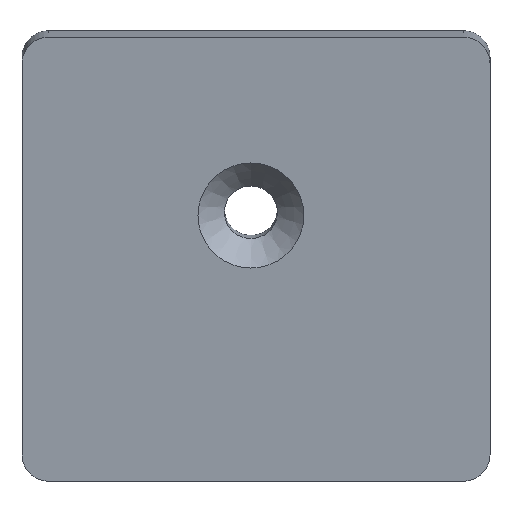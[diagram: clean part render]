
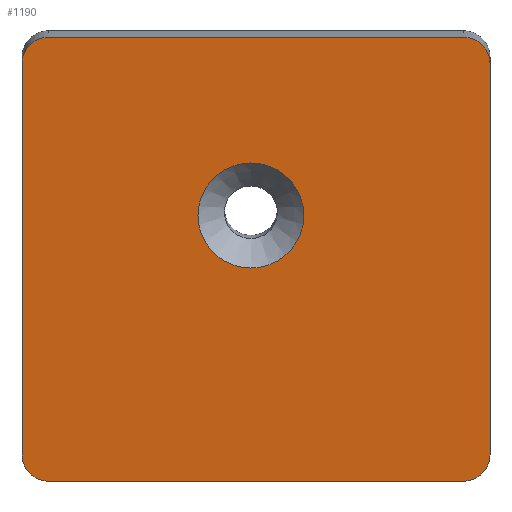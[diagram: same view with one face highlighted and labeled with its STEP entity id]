
A CAD part, front view. The second image highlights one B-rep face of the part: STEP entity #1190.
In plain terms, the highlighted planar face has unit normal (0, -0.993, -0.122).
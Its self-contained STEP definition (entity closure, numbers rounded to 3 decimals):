
#18=FACE_BOUND('',#268,.T.);
#166=PLANE('',#1268);
#199=FACE_OUTER_BOUND('',#267,.T.);
#267=EDGE_LOOP('',(#982,#983,#984,#985,#986,#987,#988,#989));
#268=EDGE_LOOP('',(#990));
#345=LINE('',#2445,#416);
#347=LINE('',#2449,#418);
#348=LINE('',#2453,#419);
#349=LINE('',#2457,#420);
#416=VECTOR('',#1366,10.);
#418=VECTOR('',#1370,10.);
#419=VECTOR('',#1373,10.);
#420=VECTOR('',#1376,10.);
#464=CIRCLE('',#1266,1.);
#465=CIRCLE('',#1269,1.);
#466=CIRCLE('',#1270,1.);
#467=CIRCLE('',#1271,1.);
#468=CIRCLE('',#1272,2.);
#585=VERTEX_POINT('',#2438);
#586=VERTEX_POINT('',#2440);
#587=VERTEX_POINT('',#2444);
#588=VERTEX_POINT('',#2448);
#589=VERTEX_POINT('',#2450);
#590=VERTEX_POINT('',#2452);
#591=VERTEX_POINT('',#2454);
#592=VERTEX_POINT('',#2456);
#593=VERTEX_POINT('',#2459);
#739=EDGE_CURVE('',#585,#586,#464,.T.);
#741=EDGE_CURVE('',#586,#587,#345,.T.);
#743=EDGE_CURVE('',#588,#585,#347,.T.);
#744=EDGE_CURVE('',#589,#588,#465,.T.);
#745=EDGE_CURVE('',#590,#589,#348,.T.);
#746=EDGE_CURVE('',#591,#590,#466,.T.);
#747=EDGE_CURVE('',#592,#591,#349,.T.);
#748=EDGE_CURVE('',#587,#592,#467,.T.);
#749=EDGE_CURVE('',#593,#593,#468,.T.);
#982=ORIENTED_EDGE('',*,*,#739,.F.);
#983=ORIENTED_EDGE('',*,*,#743,.F.);
#984=ORIENTED_EDGE('',*,*,#744,.F.);
#985=ORIENTED_EDGE('',*,*,#745,.F.);
#986=ORIENTED_EDGE('',*,*,#746,.F.);
#987=ORIENTED_EDGE('',*,*,#747,.F.);
#988=ORIENTED_EDGE('',*,*,#748,.F.);
#989=ORIENTED_EDGE('',*,*,#741,.F.);
#990=ORIENTED_EDGE('',*,*,#749,.T.);
#1190=ADVANCED_FACE('',(#199,#18),#166,.F.);
#1266=AXIS2_PLACEMENT_3D('',#2441,#1361,#1362);
#1268=AXIS2_PLACEMENT_3D('',#2447,#1368,#1369);
#1269=AXIS2_PLACEMENT_3D('',#2451,#1371,#1372);
#1270=AXIS2_PLACEMENT_3D('',#2455,#1374,#1375);
#1271=AXIS2_PLACEMENT_3D('',#2458,#1377,#1378);
#1272=AXIS2_PLACEMENT_3D('',#2460,#1379,#1380);
#1361=DIRECTION('center_axis',(0.,0.993,0.122));
#1362=DIRECTION('ref_axis',(0.707,-0.086,0.702));
#1366=DIRECTION('',(0.,0.122,-0.993));
#1368=DIRECTION('center_axis',(0.,0.993,0.122));
#1369=DIRECTION('ref_axis',(0.,-0.122,0.993));
#1370=DIRECTION('',(1.,0.,0.));
#1371=DIRECTION('center_axis',(0.,0.993,0.122));
#1372=DIRECTION('ref_axis',(-0.707,-0.086,0.702));
#1373=DIRECTION('',(0.,-0.122,0.993));
#1374=DIRECTION('center_axis',(0.,0.993,0.122));
#1375=DIRECTION('ref_axis',(-0.707,0.086,-0.702));
#1376=DIRECTION('',(-1.,0.,0.));
#1377=DIRECTION('center_axis',(0.,0.993,0.122));
#1378=DIRECTION('ref_axis',(0.707,0.086,-0.702));
#1379=DIRECTION('center_axis',(0.,0.993,0.122));
#1380=DIRECTION('ref_axis',(0.,0.122,-0.993));
#2438=CARTESIAN_POINT('',(310.943,2.781,-85.863));
#2440=CARTESIAN_POINT('',(311.943,2.903,-86.855));
#2441=CARTESIAN_POINT('Origin',(310.943,2.903,-86.855));
#2444=CARTESIAN_POINT('',(311.943,4.719,-101.644));
#2445=CARTESIAN_POINT('',(311.943,4.326,-98.443));
#2447=CARTESIAN_POINT('Origin',(303.103,3.811,-94.25));
#2448=CARTESIAN_POINT('',(295.262,2.781,-85.863));
#2449=CARTESIAN_POINT('',(307.523,2.781,-85.863));
#2450=CARTESIAN_POINT('',(294.262,2.903,-86.855));
#2451=CARTESIAN_POINT('Origin',(295.262,2.903,-86.855));
#2452=CARTESIAN_POINT('',(294.262,4.719,-101.644));
#2453=CARTESIAN_POINT('',(294.262,3.296,-90.056));
#2454=CARTESIAN_POINT('',(295.262,4.841,-102.637));
#2455=CARTESIAN_POINT('Origin',(295.262,4.719,-101.644));
#2456=CARTESIAN_POINT('',(310.943,4.841,-102.637));
#2457=CARTESIAN_POINT('',(298.683,4.841,-102.637));
#2458=CARTESIAN_POINT('Origin',(310.943,4.719,-101.644));
#2459=CARTESIAN_POINT('',(302.909,3.364,-90.613));
#2460=CARTESIAN_POINT('Origin',(302.909,3.608,-92.598));
